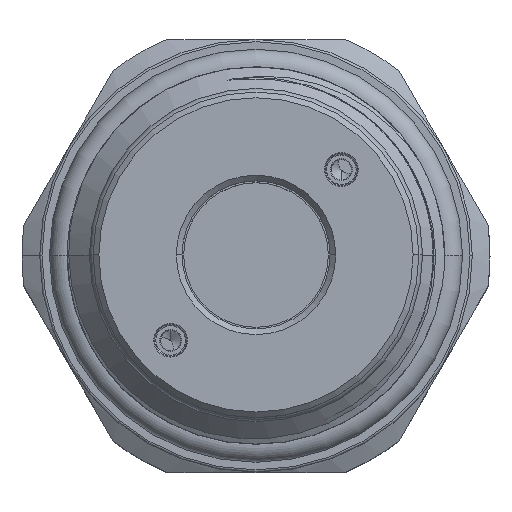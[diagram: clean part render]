
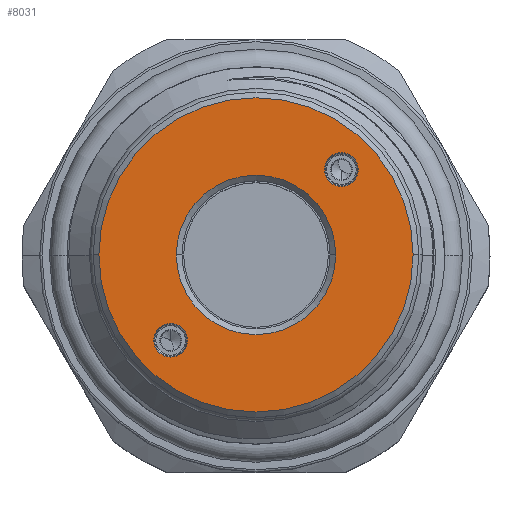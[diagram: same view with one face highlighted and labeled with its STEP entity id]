
A CAD part, top view. The second image highlights one B-rep face of the part: STEP entity #8031.
In plain terms, the highlighted planar face has unit normal (0, 0, 1).
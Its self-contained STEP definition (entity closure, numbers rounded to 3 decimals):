
#758 = DIRECTION ( 'NONE',  ( 0., 0., -1. ) ) ;
#939 = EDGE_LOOP ( 'NONE', ( #5303, #5674 ) ) ;
#1592 = CIRCLE ( 'NONE', #1932, 7. ) ;
#1726 = CIRCLE ( 'NONE', #17178, 1.48 ) ;
#1932 = AXIS2_PLACEMENT_3D ( 'NONE', #13635, #5070, #12184 ) ;
#2001 = CARTESIAN_POINT ( 'NONE',  ( -7.495, -7.495, 0. ) ) ;
#2836 = FACE_OUTER_BOUND ( 'NONE', #939, .T. ) ;
#3437 = ORIENTED_EDGE ( 'NONE', *, *, #11024, .T. ) ;
#3488 = CARTESIAN_POINT ( 'NONE',  ( -7.495, -6.015, 0. ) ) ;
#3494 = ORIENTED_EDGE ( 'NONE', *, *, #14405, .T. ) ;
#3554 = VERTEX_POINT ( 'NONE', #16882 ) ;
#3604 = DIRECTION ( 'NONE',  ( 0., 0., -1. ) ) ;
#3723 = EDGE_CURVE ( 'NONE', #7231, #3554, #4384, .T. ) ;
#3887 = DIRECTION ( 'NONE',  ( 0., 0., 1. ) ) ;
#4210 = PLANE ( 'NONE',  #18192 ) ;
#4384 = CIRCLE ( 'NONE', #14767, 13.8 ) ;
#4491 = CARTESIAN_POINT ( 'NONE',  ( 7.495, 6.015, 0. ) ) ;
#4690 = CIRCLE ( 'NONE', #10266, 13.8 ) ;
#4889 = AXIS2_PLACEMENT_3D ( 'NONE', #10092, #5851, #10154 ) ;
#4916 = CIRCLE ( 'NONE', #15186, 1.48 ) ;
#4950 = CARTESIAN_POINT ( 'NONE',  ( 7., 0., 0. ) ) ;
#5070 = DIRECTION ( 'NONE',  ( 0., 0., -1. ) ) ;
#5303 = ORIENTED_EDGE ( 'NONE', *, *, #10218, .T. ) ;
#5674 = ORIENTED_EDGE ( 'NONE', *, *, #3723, .T. ) ;
#5740 = EDGE_LOOP ( 'NONE', ( #11638, #3437 ) ) ;
#5851 = DIRECTION ( 'NONE',  ( 0., 0., -1. ) ) ;
#6286 = CARTESIAN_POINT ( 'NONE',  ( 13.8, 0., 0. ) ) ;
#6462 = DIRECTION ( 'NONE',  ( 0., -1., 0. ) ) ;
#6997 = EDGE_LOOP ( 'NONE', ( #16388, #3494 ) ) ;
#7231 = VERTEX_POINT ( 'NONE', #6286 ) ;
#7591 = CARTESIAN_POINT ( 'NONE',  ( 7.495, 7.495, 0. ) ) ;
#7598 = CARTESIAN_POINT ( 'NONE',  ( 7.495, 7.495, 0. ) ) ;
#7970 = VERTEX_POINT ( 'NONE', #17711 ) ;
#8031 = ADVANCED_FACE ( 'NONE', ( #14232, #11757, #2836, #10194 ), #4210, .T. ) ;
#8245 = VERTEX_POINT ( 'NONE', #4950 ) ;
#8559 = CARTESIAN_POINT ( 'NONE',  ( -7.495, -8.976, 0. ) ) ;
#8990 = DIRECTION ( 'NONE',  ( 0., 0., 1. ) ) ;
#9138 = DIRECTION ( 'NONE',  ( 0., -1., 0. ) ) ;
#9686 = EDGE_CURVE ( 'NONE', #8245, #16539, #16800, .T. ) ;
#9800 = ORIENTED_EDGE ( 'NONE', *, *, #17175, .T. ) ;
#9805 = EDGE_CURVE ( 'NONE', #17156, #12957, #4916, .T. ) ;
#10092 = CARTESIAN_POINT ( 'NONE',  ( 0., 0., 0. ) ) ;
#10154 = DIRECTION ( 'NONE',  ( 1., 0., 0. ) ) ;
#10194 = FACE_BOUND ( 'NONE', #10787, .T. ) ;
#10218 = EDGE_CURVE ( 'NONE', #3554, #7231, #4690, .T. ) ;
#10266 = AXIS2_PLACEMENT_3D ( 'NONE', #16834, #3887, #15438 ) ;
#10787 = EDGE_LOOP ( 'NONE', ( #12944, #9800 ) ) ;
#11024 = EDGE_CURVE ( 'NONE', #16539, #8245, #1592, .T. ) ;
#11247 = DIRECTION ( 'NONE',  ( 0., 0., 1. ) ) ;
#11377 = DIRECTION ( 'NONE',  ( 1., 0., 0. ) ) ;
#11638 = ORIENTED_EDGE ( 'NONE', *, *, #9686, .T. ) ;
#11757 = FACE_BOUND ( 'NONE', #5740, .T. ) ;
#11883 = DIRECTION ( 'NONE',  ( 0., 0., -1. ) ) ;
#12184 = DIRECTION ( 'NONE',  ( 1., 0., 0. ) ) ;
#12246 = VERTEX_POINT ( 'NONE', #4491 ) ;
#12411 = EDGE_CURVE ( 'NONE', #12246, #7970, #15387, .T. ) ;
#12579 = DIRECTION ( 'NONE',  ( 0., 1., 0. ) ) ;
#12933 = CARTESIAN_POINT ( 'NONE',  ( 0., 0., 0. ) ) ;
#12944 = ORIENTED_EDGE ( 'NONE', *, *, #9805, .T. ) ;
#12957 = VERTEX_POINT ( 'NONE', #8559 ) ;
#13322 = CARTESIAN_POINT ( 'NONE',  ( 0., 0., 0. ) ) ;
#13338 = DIRECTION ( 'NONE',  ( 0., 1., 0. ) ) ;
#13635 = CARTESIAN_POINT ( 'NONE',  ( 0., 0., 0. ) ) ;
#14232 = FACE_BOUND ( 'NONE', #6997, .T. ) ;
#14405 = EDGE_CURVE ( 'NONE', #7970, #12246, #16492, .T. ) ;
#14767 = AXIS2_PLACEMENT_3D ( 'NONE', #13322, #8990, #16382 ) ;
#15186 = AXIS2_PLACEMENT_3D ( 'NONE', #16408, #3604, #6462 ) ;
#15387 = CIRCLE ( 'NONE', #17485, 1.48 ) ;
#15438 = DIRECTION ( 'NONE',  ( 1., 0., 0. ) ) ;
#15649 = AXIS2_PLACEMENT_3D ( 'NONE', #7591, #11883, #12579 ) ;
#16258 = CARTESIAN_POINT ( 'NONE',  ( -7., 0., 0. ) ) ;
#16347 = DIRECTION ( 'NONE',  ( 0., 0., -1. ) ) ;
#16382 = DIRECTION ( 'NONE',  ( 1., 0., 0. ) ) ;
#16388 = ORIENTED_EDGE ( 'NONE', *, *, #12411, .T. ) ;
#16408 = CARTESIAN_POINT ( 'NONE',  ( -7.495, -7.495, 0. ) ) ;
#16492 = CIRCLE ( 'NONE', #15649, 1.48 ) ;
#16539 = VERTEX_POINT ( 'NONE', #16258 ) ;
#16800 = CIRCLE ( 'NONE', #4889, 7. ) ;
#16834 = CARTESIAN_POINT ( 'NONE',  ( 0., 0., 0. ) ) ;
#16882 = CARTESIAN_POINT ( 'NONE',  ( -13.8, 0., 0. ) ) ;
#17156 = VERTEX_POINT ( 'NONE', #3488 ) ;
#17175 = EDGE_CURVE ( 'NONE', #12957, #17156, #1726, .T. ) ;
#17178 = AXIS2_PLACEMENT_3D ( 'NONE', #2001, #758, #9138 ) ;
#17485 = AXIS2_PLACEMENT_3D ( 'NONE', #7598, #16347, #13338 ) ;
#17711 = CARTESIAN_POINT ( 'NONE',  ( 7.495, 8.976, 0. ) ) ;
#18192 = AXIS2_PLACEMENT_3D ( 'NONE', #12933, #11247, #11377 ) ;
